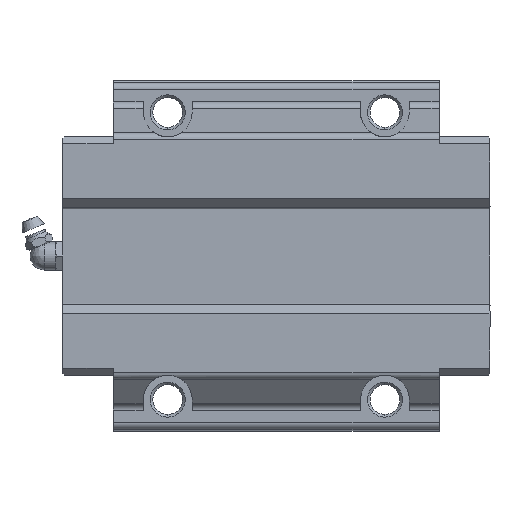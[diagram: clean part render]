
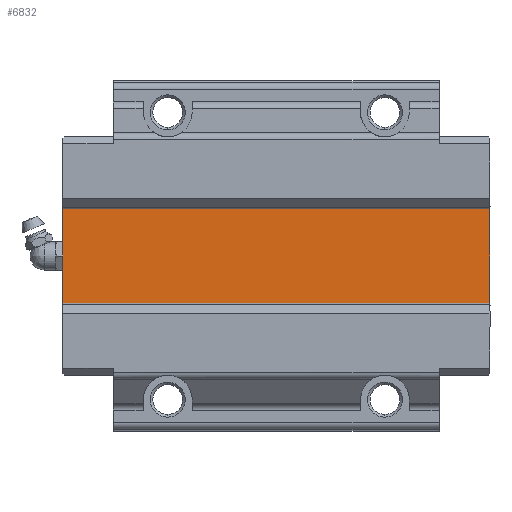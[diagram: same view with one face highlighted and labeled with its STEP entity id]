
A CAD part, front view. The second image highlights one B-rep face of the part: STEP entity #6832.
In plain terms, the highlighted planar face has unit normal (0, -1, 0).
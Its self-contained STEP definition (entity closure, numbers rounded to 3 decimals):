
#193 = LINE ( 'NONE', #5058, #2843 ) ;
#212 = AXIS2_PLACEMENT_3D ( 'NONE', #870, #5122, #2476 ) ;
#707 = CARTESIAN_POINT ( 'NONE',  ( 61., 18.5, 14.018 ) ) ;
#870 = CARTESIAN_POINT ( 'NONE',  ( 61., 18.5, -14.018 ) ) ;
#908 = ORIENTED_EDGE ( 'NONE', *, *, #971, .T. ) ;
#971 = EDGE_CURVE ( 'NONE', #1373, #2129, #193, .T. ) ;
#1048 = CARTESIAN_POINT ( 'NONE',  ( 61., 18.5, 14.018 ) ) ;
#1373 = VERTEX_POINT ( 'NONE', #2987 ) ;
#1408 = VERTEX_POINT ( 'NONE', #4093 ) ;
#1918 = FACE_OUTER_BOUND ( 'NONE', #2960, .T. ) ;
#1922 = EDGE_CURVE ( 'NONE', #2102, #1373, #6862, .T. ) ;
#2065 = CARTESIAN_POINT ( 'NONE',  ( 61., 18.5, -14.018 ) ) ;
#2102 = VERTEX_POINT ( 'NONE', #3454 ) ;
#2109 = ORIENTED_EDGE ( 'NONE', *, *, #1922, .T. ) ;
#2129 = VERTEX_POINT ( 'NONE', #707 ) ;
#2130 = DIRECTION ( 'NONE',  ( 0., 0., -1. ) ) ;
#2476 = DIRECTION ( 'NONE',  ( 0., 0., -1. ) ) ;
#2843 = VECTOR ( 'NONE', #3969, 1000. ) ;
#2960 = EDGE_LOOP ( 'NONE', ( #908, #5077, #5425, #2109 ) ) ;
#2987 = CARTESIAN_POINT ( 'NONE',  ( 61., 18.5, -14.018 ) ) ;
#3170 = CARTESIAN_POINT ( 'NONE',  ( -61., 18.5, -14.018 ) ) ;
#3454 = CARTESIAN_POINT ( 'NONE',  ( -61., 18.5, -14.018 ) ) ;
#3661 = LINE ( 'NONE', #3170, #4765 ) ;
#3969 = DIRECTION ( 'NONE',  ( 0., 0., 1. ) ) ;
#4093 = CARTESIAN_POINT ( 'NONE',  ( -61., 18.5, 14.018 ) ) ;
#4184 = DIRECTION ( 'NONE',  ( 1., 0., 0. ) ) ;
#4586 = EDGE_CURVE ( 'NONE', #1408, #2102, #3661, .T. ) ;
#4765 = VECTOR ( 'NONE', #2130, 1000. ) ;
#5058 = CARTESIAN_POINT ( 'NONE',  ( 61., 18.5, -14.018 ) ) ;
#5077 = ORIENTED_EDGE ( 'NONE', *, *, #6147, .T. ) ;
#5122 = DIRECTION ( 'NONE',  ( 0., -1., 0. ) ) ;
#5347 = VECTOR ( 'NONE', #5767, 1000. ) ;
#5425 = ORIENTED_EDGE ( 'NONE', *, *, #4586, .T. ) ;
#5428 = VECTOR ( 'NONE', #4184, 1000. ) ;
#5645 = PLANE ( 'NONE',  #212 ) ;
#5767 = DIRECTION ( 'NONE',  ( -1., 0., 0. ) ) ;
#5801 = LINE ( 'NONE', #1048, #5347 ) ;
#6147 = EDGE_CURVE ( 'NONE', #2129, #1408, #5801, .T. ) ;
#6832 = ADVANCED_FACE ( 'NONE', ( #1918 ), #5645, .T. ) ;
#6862 = LINE ( 'NONE', #2065, #5428 ) ;
